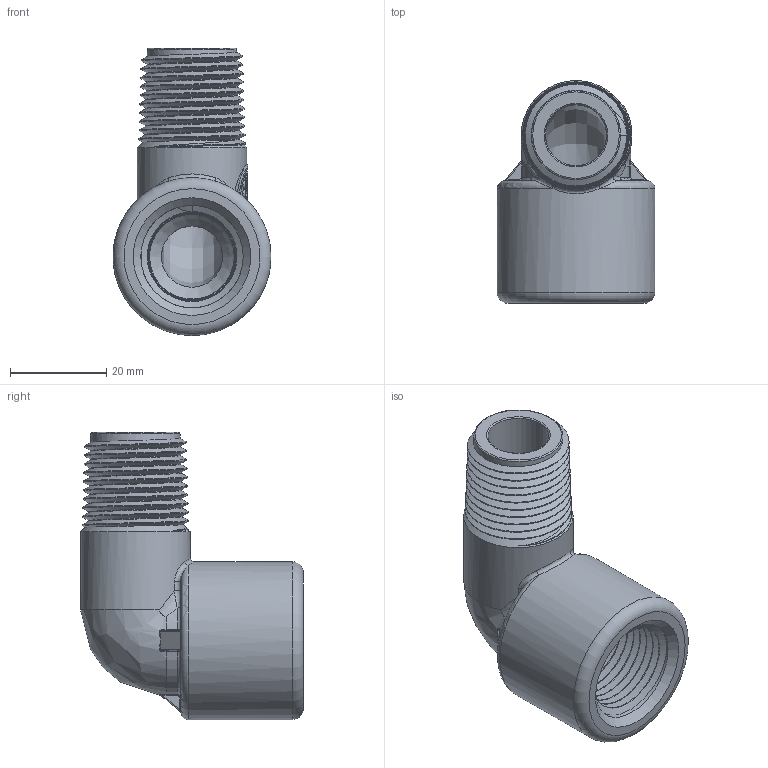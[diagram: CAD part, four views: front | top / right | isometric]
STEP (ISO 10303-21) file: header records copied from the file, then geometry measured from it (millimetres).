
FILE_DESCRIPTION(/* description */ ('1/2" 90° Street Elbow'),/* implementation_level */ '2;1');
FILE_NAME(/* name */ 'SL050-90.stp',/* time_stamp */ '2013-11-14T11:24:38-05:00',/* author */ ('dtruax'),/* organization */ (''),/* preprocessor_version */ 'ST-DEVELOPER v15.2',/* originating_system */ 'Autodesk Inventor 2014',/* authorisation */ '');
FILE_SCHEMA (('AUTOMOTIVE_DESIGN { 1 0 10303 214 3 1 1 }'));
Length unit declared in the file: inch
Products named in the file (1): SL050-90
Bounding box: 32.77 x 46.15 x 59.56 mm (x, y, z)
Volume: 26276.6 mm3; surface area: 12212 mm2
Topology: 1 solids, 1 shells, 472 faces, 1252 edges, 813 vertices
Faces by surface type: bspline 190, plane 174, cylinder 71, cone 27, torus 10
Full cylindrical faces by diameter (mm): 12.7 x2, 22.708 x1, 32.766 x1
Entity records: 26199 total; most frequent: CARTESIAN_POINT 16162, ORIENTED_EDGE 2350, DIRECTION 1583, EDGE_CURVE 1175, VERTEX_POINT 768, AXIS2_PLACEMENT_3D 542, EDGE_LOOP 507, LINE 499
